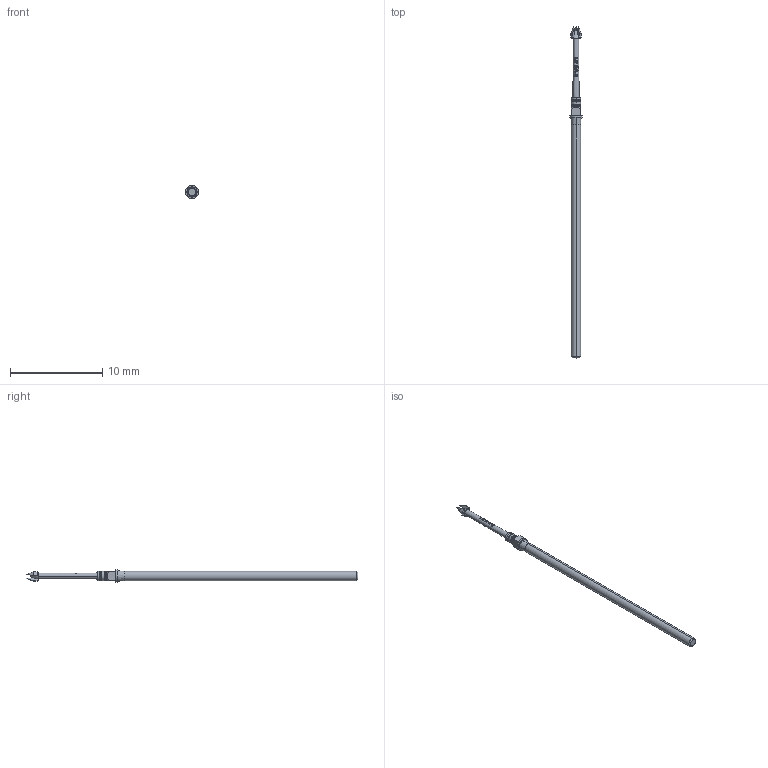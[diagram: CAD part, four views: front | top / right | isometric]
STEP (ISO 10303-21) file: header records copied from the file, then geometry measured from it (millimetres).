
FILE_DESCRIPTION (( 'STEP AP203' ), '1' );
FILE_NAME ('INGUN_GKS-075_289_050_A_xx02_M.STEP', '2021-09-29T05:30:58', ( 'ochi' ), ( '' ), 'SwSTEP 2.0', 'SolidWorks 2018', '' );
FILE_SCHEMA (( 'CONFIG_CONTROL_DESIGN' ));
Length unit declared in the file: millimetre
Products named in the file (1): INGUN_GKS-075_289_050_A_xx02_M
Bounding box: 1.4 x 35.9 x 1.4 mm (x, y, z)
Volume: 24.9 mm3; surface area: 109.3 mm2
Topology: 1 solids, 1 shells, 116 faces, 290 edges, 185 vertices
Faces by surface type: bspline 52, cone 22, plane 18, cylinder 13, torus 11
Entity records: 4595 total; most frequent: CARTESIAN_POINT 2250, ORIENTED_EDGE 580, EDGE_CURVE 290, DIRECTION 285, B_SPLINE_CURVE_WITH_KNOTS 185, VERTEX_POINT 185, EDGE_LOOP 125, AXIS2_PLACEMENT_3D 124
